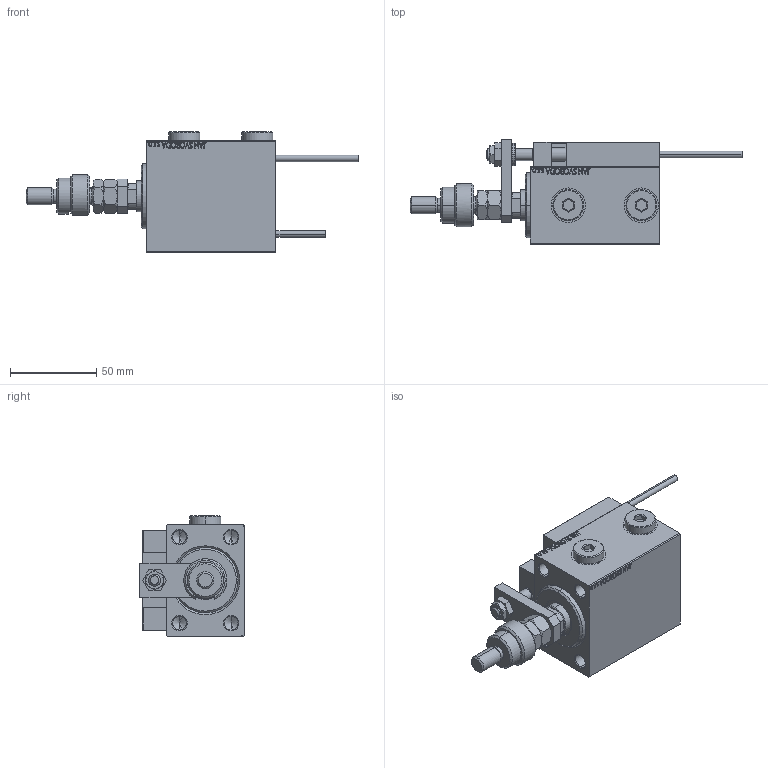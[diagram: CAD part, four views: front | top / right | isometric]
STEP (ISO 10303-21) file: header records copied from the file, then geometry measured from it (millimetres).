
FILE_DESCRIPTION (( 'STEP AP203' ), '1' );
FILE_NAME ('7f69.STEP', '2024-02-12T01:38:10', ( '' ), ( '' ), 'SwSTEP 2.0', 'SolidWorks 2019', '' );
FILE_SCHEMA (( 'CONFIG_CONTROL_DESIGN' ));
Length unit declared in the file: millimetre
Products named in the file (20): 7f69; SWITCH_X_FRONT_BACK 12e4457bf5e07e246a9a829d5ea1c4d1; SWITCH X 12e4457bf5e07e246a9a829d5ea1c4d1; ALLEN BOLT D8 12e4457bf5e07e246a9a829d5ea1c4d1; SWITCH DIM B,W 12e4457bf5e07e246a9a829d5ea1c4d1; KONCOVKA 12e4457bf5e07e246a9a829d5ea1c4d1; V450CM_B_VCP 12e4457bf5e07e246a9a829d5ea1c4d1; TYC_L79 12e4457bf5e07e246a9a829d5ea1c4d1; NUT_D10 12e4457bf5e07e246a9a829d5ea1c4d1; ALLEN BOLT D5 12e4457bf5e07e246a9a829d5ea1c4d1; MFA 12e4457bf5e07e246a9a829d5ea1c4d1; ZARAZKA 12e4457bf5e07e246a9a829d5ea1c4d1; V450CM_VC_B 12e4457bf5e07e246a9a829d5ea1c4d1; NUT_D12 12e4457bf5e07e246a9a829d5ea1c4d1; Block 12e4457bf5e07e246a9a829d5ea1c4d1; FEMALE_PART_FOR_DFA 12e4457bf5e07e246a9a829d5ea1c4d1; MAGNET 12e4457bf5e07e246a9a829d5ea1c4d1; Zatka_OIL_PORT 12e4457bf5e07e246a9a829d5ea1c4d1; V450CM_B_Body 12e4457bf5e07e246a9a829d5ea1c4d1; X_Y_DFA 12e4457bf5e07e246a9a829d5ea1c4d1
Assembly tree (30 placements, depth 3):
  7f69
    V450CM_B_Body 12e4457bf5e07e246a9a829d5ea1c4d1
    V450CM_B_VCP 12e4457bf5e07e246a9a829d5ea1c4d1
    SWITCH X 12e4457bf5e07e246a9a829d5ea1c4d1
      SWITCH_X_FRONT_BACK 12e4457bf5e07e246a9a829d5ea1c4d1  x2
      TYC_L79 12e4457bf5e07e246a9a829d5ea1c4d1
      Block 12e4457bf5e07e246a9a829d5ea1c4d1  x2
      ALLEN BOLT D5 12e4457bf5e07e246a9a829d5ea1c4d1  x4
      ALLEN BOLT D8 12e4457bf5e07e246a9a829d5ea1c4d1  x4
      MAGNET 12e4457bf5e07e246a9a829d5ea1c4d1  x2
      KONCOVKA 12e4457bf5e07e246a9a829d5ea1c4d1  x2
    NUT_D10 12e4457bf5e07e246a9a829d5ea1c4d1
    NUT_D12 12e4457bf5e07e246a9a829d5ea1c4d1
    SWITCH DIM B,W 12e4457bf5e07e246a9a829d5ea1c4d1
    ZARAZKA 12e4457bf5e07e246a9a829d5ea1c4d1
    V450CM_VC_B 12e4457bf5e07e246a9a829d5ea1c4d1
    X_Y_DFA 12e4457bf5e07e246a9a829d5ea1c4d1
      FEMALE_PART_FOR_DFA 12e4457bf5e07e246a9a829d5ea1c4d1
      MFA 12e4457bf5e07e246a9a829d5ea1c4d1
    Zatka_OIL_PORT 12e4457bf5e07e246a9a829d5ea1c4d1  x2
Bounding box: 193 x 60.5 x 69.9 mm (x, y, z)
Volume: 262985 mm3; surface area: 74560.6 mm2
Topology: 28 solids, 28 shells, 1457 faces, 3454 edges, 2174 vertices
Faces by surface type: plane 623, bspline 380, cylinder 213, cone 189, torus 48, sphere 4
Entity records: 55325 total; most frequent: CARTESIAN_POINT 27232, ORIENTED_EDGE 5816, DIRECTION 4155, EDGE_CURVE 2908, VERTEX_POINT 1874, VECTOR 1633, LINE 1633, EDGE_LOOP 1354
